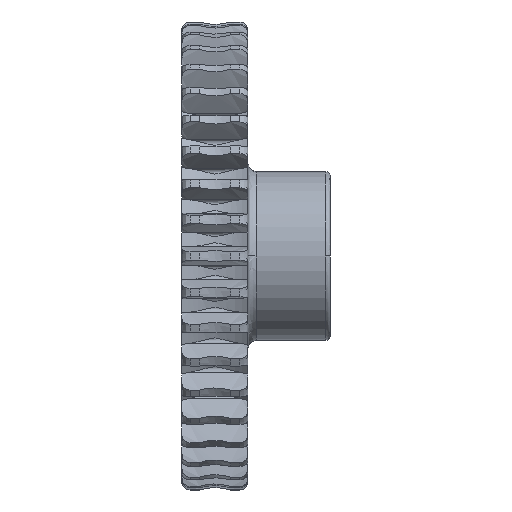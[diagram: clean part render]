
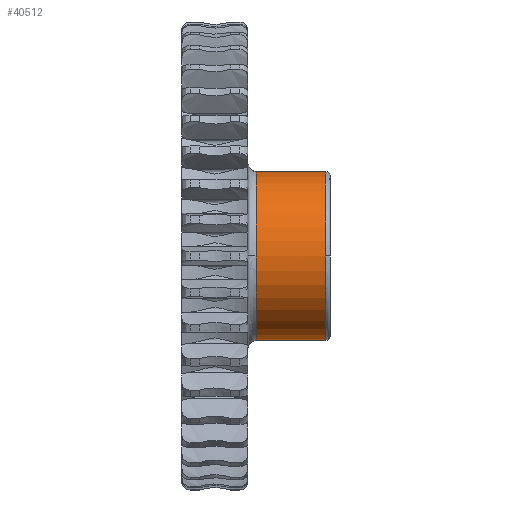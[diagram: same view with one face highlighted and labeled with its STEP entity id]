
A CAD part, front view. The second image highlights one B-rep face of the part: STEP entity #40512.
In plain terms, the highlighted cylindrical face has radius 8.096 mm (diameter 16.192 mm), a partial arc.
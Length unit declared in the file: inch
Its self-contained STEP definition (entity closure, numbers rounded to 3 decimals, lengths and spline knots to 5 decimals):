
#27667=CARTESIAN_POINT('',(0.156,-0.31875,0.00033));
#27685=DIRECTION('',(-1.,0.,0.));
#27686=VECTOR('',#27685,0.2635);
#27687=CARTESIAN_POINT('',(0.4195,0.,-0.31875));
#27688=LINE('',#27687,#27686);
#27692=CARTESIAN_POINT('',(0.156,0.,0.));
#27693=DIRECTION('',(-1.,0.,0.));
#27694=DIRECTION('',(0.,0.,-1.));
#27695=AXIS2_PLACEMENT_3D('',#27692,#27693,#27694);
#27700=CARTESIAN_POINT('',(0.156,0.,0.));
#27701=DIRECTION('',(-1.,0.,0.));
#27702=DIRECTION('',(0.,-1.,0.001));
#27703=AXIS2_PLACEMENT_3D('',#27700,#27701,#27702);
#27716=DIRECTION('',(-1.,0.,0.));
#27717=VECTOR('',#27716,0.2635);
#27718=CARTESIAN_POINT('',(0.4195,0.,0.31875));
#27719=LINE('',#27718,#27717);
#27739=CARTESIAN_POINT('',(0.4195,0.,0.));
#27740=DIRECTION('',(-1.,0.,0.));
#27741=DIRECTION('',(0.,0.,-1.));
#27742=AXIS2_PLACEMENT_3D('',#27739,#27740,#27741);
#27747=CARTESIAN_POINT('',(0.4195,-0.31875,0.));
#27756=CARTESIAN_POINT('',(0.4195,0.,0.));
#27757=DIRECTION('',(-1.,0.,0.));
#27758=DIRECTION('',(0.,-1.,0.));
#27759=AXIS2_PLACEMENT_3D('',#27756,#27757,#27758);
#27960=CARTESIAN_POINT('',(0.156,0.,-0.31875));
#27962=VERTEX_POINT('',#27960);
#28799=VERTEX_POINT('',#27667);
#28800=CARTESIAN_POINT('',(0.4195,0.,0.31875));
#28801=CARTESIAN_POINT('',(0.156,0.,0.31875));
#28802=VERTEX_POINT('',#28800);
#28803=VERTEX_POINT('',#28801);
#28911=VERTEX_POINT('',#27747);
#28912=CARTESIAN_POINT('',(0.4195,0.,-0.31875));
#28913=VERTEX_POINT('',#28912);
#40495=CARTESIAN_POINT('',(-0.02178,0.,0.));
#40496=DIRECTION('',(1.,0.,0.));
#40497=DIRECTION('',(0.,0.,-1.));
#40498=AXIS2_PLACEMENT_3D('',#40495,#40496,#40497);
#40499=CYLINDRICAL_SURFACE('',#40498,0.31875);
#40501=ORIENTED_EDGE('',*,*,#40500,.F.);
#40503=ORIENTED_EDGE('',*,*,#40502,.F.);
#40505=ORIENTED_EDGE('',*,*,#40504,.F.);
#40507=ORIENTED_EDGE('',*,*,#40506,.T.);
#40508=ORIENTED_EDGE('',*,*,#40485,.T.);
#40509=ORIENTED_EDGE('',*,*,#40460,.T.);
#40510=EDGE_LOOP('',(#40501,#40503,#40505,#40507,#40508,#40509));
#40511=FACE_OUTER_BOUND('',#40510,.F.);
#27696=CIRCLE('',#27695,0.31875);
#27704=CIRCLE('',#27703,0.31875);
#27743=CIRCLE('',#27742,0.31875);
#27760=CIRCLE('',#27759,0.31875);
#40460=EDGE_CURVE('',#28799,#28803,#27704,.T.);
#40485=EDGE_CURVE('',#27962,#28799,#27696,.T.);
#40500=EDGE_CURVE('',#28802,#28803,#27719,.T.);
#40502=EDGE_CURVE('',#28911,#28802,#27760,.T.);
#40504=EDGE_CURVE('',#28913,#28911,#27743,.T.);
#40506=EDGE_CURVE('',#28913,#27962,#27688,.T.);
#40512=ADVANCED_FACE('',(#40511),#40499,.T.);
